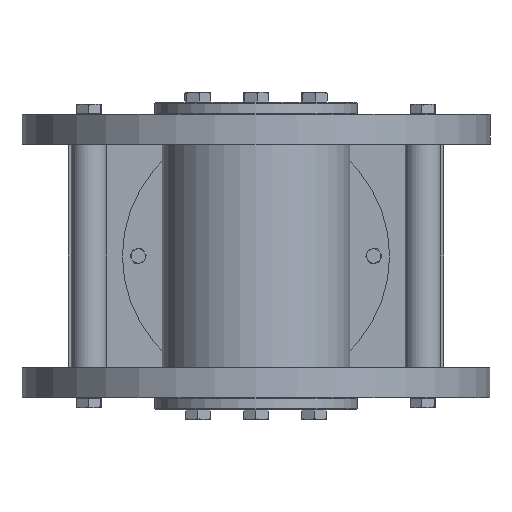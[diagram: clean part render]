
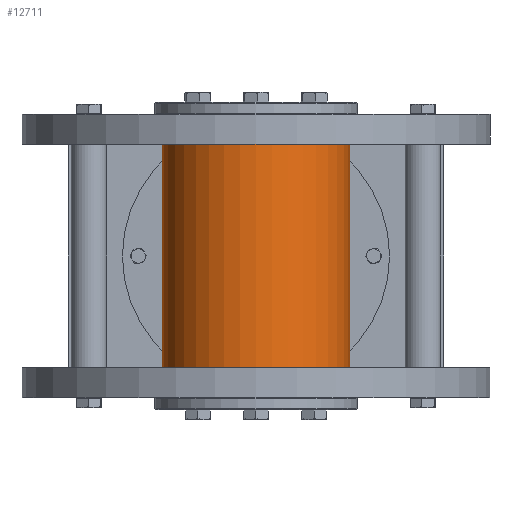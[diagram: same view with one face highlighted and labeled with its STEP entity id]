
A CAD part, front view. The second image highlights one B-rep face of the part: STEP entity #12711.
In plain terms, the highlighted cylindrical face has radius 157.5 mm (diameter 315 mm), a full revolution.
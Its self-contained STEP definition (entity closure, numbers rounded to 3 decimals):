
#1758=CYLINDRICAL_SURFACE('',#14213,157.5);
#3001=FACE_BOUND('',#4984,.T.);
#3682=FACE_OUTER_BOUND('',#4983,.T.);
#4983=EDGE_LOOP('',(#10756));
#4984=EDGE_LOOP('',(#10757));
#5684=CIRCLE('',#13842,157.5);
#5727=CIRCLE('',#13902,157.5);
#6479=VERTEX_POINT('',#19860);
#6534=VERTEX_POINT('',#20001);
#7681=EDGE_CURVE('',#6479,#6479,#5684,.T.);
#7750=EDGE_CURVE('',#6534,#6534,#5727,.T.);
#10756=ORIENTED_EDGE('',*,*,#7681,.T.);
#10757=ORIENTED_EDGE('',*,*,#7750,.T.);
#12711=ADVANCED_FACE('',(#3682,#3001),#1758,.T.);
#13842=AXIS2_PLACEMENT_3D('',#19861,#16403,#16404);
#13902=AXIS2_PLACEMENT_3D('',#20002,#16549,#16550);
#14213=AXIS2_PLACEMENT_3D('',#23128,#17386,#17387);
#16403=DIRECTION('center_axis',(0.,0.,
-1.));
#16404=DIRECTION('ref_axis',(1.,0.,0.));
#16549=DIRECTION('center_axis',(0.,0.,
1.));
#16550=DIRECTION('ref_axis',(1.,0.,0.));
#17386=DIRECTION('center_axis',(0.,0.,
-1.));
#17387=DIRECTION('ref_axis',(1.,0.,0.));
#19860=CARTESIAN_POINT('',(-157.5,-805.,187.5));
#19861=CARTESIAN_POINT('Origin',(0.,-805.,
187.5));
#20001=CARTESIAN_POINT('',(157.5,-805.,-187.5));
#20002=CARTESIAN_POINT('Origin',(0.,-805.,
-187.5));
#23128=CARTESIAN_POINT('Origin',(0.,-805.,
-118.75));
